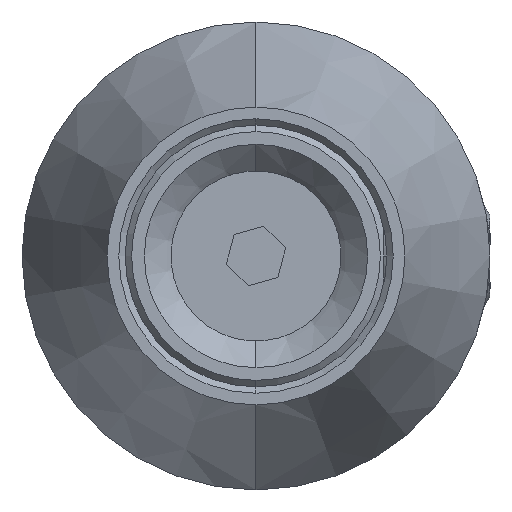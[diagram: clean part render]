
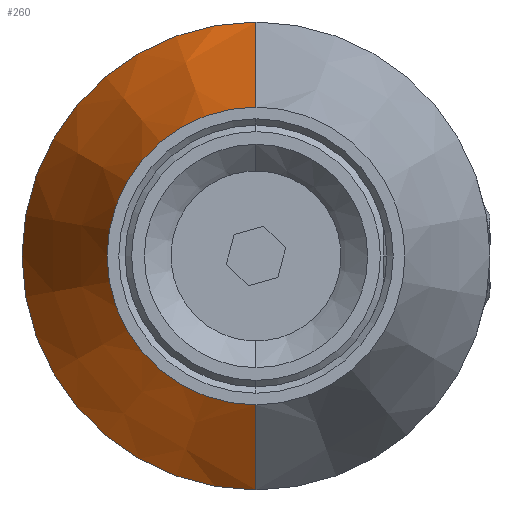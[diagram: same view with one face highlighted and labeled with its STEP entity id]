
A CAD part, left-side view. The second image highlights one B-rep face of the part: STEP entity #260.
In plain terms, the highlighted conical face has half-angle 21.801 degrees and reference radius 11 mm.
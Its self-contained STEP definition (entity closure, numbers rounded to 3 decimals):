
#29 = AXIS2_PLACEMENT_3D ( 'NONE', #1597, #2589, #1856 ) ;
#72 = FACE_OUTER_BOUND ( 'NONE', #2162, .T. ) ;
#73 = CIRCLE ( 'NONE', #29, 7. ) ;
#194 = ORIENTED_EDGE ( 'NONE', *, *, #323, .T. ) ;
#249 = ORIENTED_EDGE ( 'NONE', *, *, #1798, .T. ) ;
#260 = ADVANCED_FACE ( 'NONE', ( #72 ), #1278, .T. ) ;
#323 = EDGE_CURVE ( 'NONE', #2821, #1235, #2728, .T. ) ;
#344 = EDGE_CURVE ( 'NONE', #1794, #2869, #974, .T. ) ;
#433 = CARTESIAN_POINT ( 'NONE',  ( -19., 0., 11. ) ) ;
#454 = CARTESIAN_POINT ( 'NONE',  ( -19., 0., 0. ) ) ;
#542 = CARTESIAN_POINT ( 'NONE',  ( -19., 0., -11. ) ) ;
#575 = ORIENTED_EDGE ( 'NONE', *, *, #344, .F. ) ;
#626 = DIRECTION ( 'NONE',  ( 0., 0., -1. ) ) ;
#646 = DIRECTION ( 'NONE',  ( -1., 0., 0. ) ) ;
#771 = AXIS2_PLACEMENT_3D ( 'NONE', #454, #646, #916 ) ;
#911 = CARTESIAN_POINT ( 'NONE',  ( -19., 0., 11. ) ) ;
#916 = DIRECTION ( 'NONE',  ( 0., 0., 1. ) ) ;
#974 = LINE ( 'NONE', #1363, #2339 ) ;
#1235 = VERTEX_POINT ( 'NONE', #911 ) ;
#1278 = CONICAL_SURFACE ( 'NONE', #2899, 11., 0.381 ) ;
#1363 = CARTESIAN_POINT ( 'NONE',  ( -19., 0., -11. ) ) ;
#1414 = VECTOR ( 'NONE', #2369, 1000. ) ;
#1470 = CARTESIAN_POINT ( 'NONE',  ( -29., 0., 7. ) ) ;
#1518 = ORIENTED_EDGE ( 'NONE', *, *, #2309, .F. ) ;
#1549 = CARTESIAN_POINT ( 'NONE',  ( -29., 0., -7. ) ) ;
#1597 = CARTESIAN_POINT ( 'NONE',  ( -29., 0., 0. ) ) ;
#1794 = VERTEX_POINT ( 'NONE', #1549 ) ;
#1798 = EDGE_CURVE ( 'NONE', #1235, #2869, #2999, .T. ) ;
#1856 = DIRECTION ( 'NONE',  ( 0., 0., 1. ) ) ;
#2162 = EDGE_LOOP ( 'NONE', ( #1518, #194, #249, #575 ) ) ;
#2282 = CARTESIAN_POINT ( 'NONE',  ( -19., 0., 0. ) ) ;
#2309 = EDGE_CURVE ( 'NONE', #2821, #1794, #73, .T. ) ;
#2336 = DIRECTION ( 'NONE',  ( 0.928, 0., -0.371 ) ) ;
#2339 = VECTOR ( 'NONE', #2336, 1000. ) ;
#2369 = DIRECTION ( 'NONE',  ( 0.928, 0., 0.371 ) ) ;
#2589 = DIRECTION ( 'NONE',  ( -1., 0., 0. ) ) ;
#2728 = LINE ( 'NONE', #433, #1414 ) ;
#2821 = VERTEX_POINT ( 'NONE', #1470 ) ;
#2869 = VERTEX_POINT ( 'NONE', #542 ) ;
#2899 = AXIS2_PLACEMENT_3D ( 'NONE', #2282, #3058, #626 ) ;
#2999 = CIRCLE ( 'NONE', #771, 11. ) ;
#3058 = DIRECTION ( 'NONE',  ( 1., 0., 0. ) ) ;
